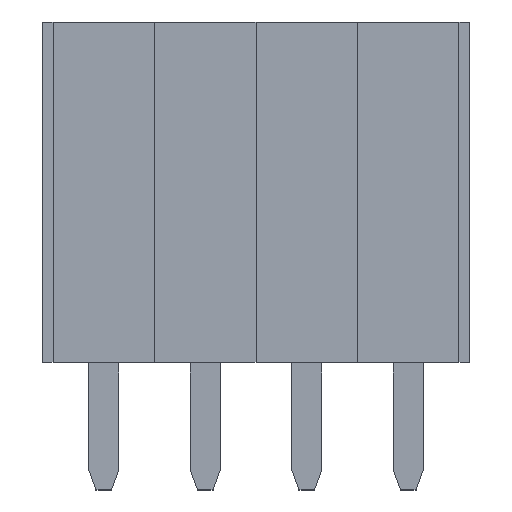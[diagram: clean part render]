
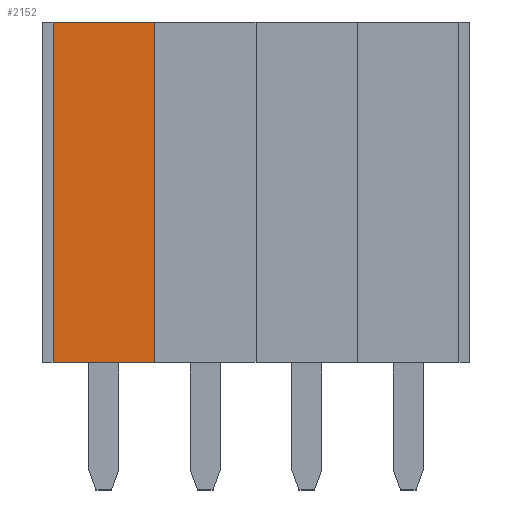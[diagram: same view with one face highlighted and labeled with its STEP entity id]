
A CAD part, top view. The second image highlights one B-rep face of the part: STEP entity #2152.
In plain terms, the highlighted planar face has unit normal (0, 0, 1).
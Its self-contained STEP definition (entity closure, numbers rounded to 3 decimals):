
#45 = CARTESIAN_POINT ( 'NONE',  ( -2.54, 8.509, 1.27 ) ) ;
#90 = VECTOR ( 'NONE', #1576, 1000. ) ;
#97 = DIRECTION ( 'NONE',  ( 0., 1., 0. ) ) ;
#164 = EDGE_CURVE ( 'NONE', #1655, #2769, #1822, .T. ) ;
#171 = LINE ( 'NONE', #912, #90 ) ;
#269 = EDGE_CURVE ( 'NONE', #2410, #997, #654, .T. ) ;
#489 = EDGE_CURVE ( 'NONE', #1655, #2410, #1447, .T. ) ;
#654 = LINE ( 'NONE', #2574, #2246 ) ;
#912 = CARTESIAN_POINT ( 'NONE',  ( -5.08, 8.509, 1.27 ) ) ;
#972 = VECTOR ( 'NONE', #2031, 1000. ) ;
#997 = VERTEX_POINT ( 'NONE', #1631 ) ;
#1095 = ORIENTED_EDGE ( 'NONE', *, *, #269, .F. ) ;
#1155 = DIRECTION ( 'NONE',  ( -1., 0., 0. ) ) ;
#1211 = DIRECTION ( 'NONE',  ( 0., -1., 0. ) ) ;
#1447 = LINE ( 'NONE', #45, #1485 ) ;
#1485 = VECTOR ( 'NONE', #1211, 1000. ) ;
#1576 = DIRECTION ( 'NONE',  ( 0., -1., 0. ) ) ;
#1584 = ORIENTED_EDGE ( 'NONE', *, *, #489, .F. ) ;
#1631 = CARTESIAN_POINT ( 'NONE',  ( -5.08, 0., 1.27 ) ) ;
#1655 = VERTEX_POINT ( 'NONE', #2911 ) ;
#1822 = LINE ( 'NONE', #2986, #972 ) ;
#2031 = DIRECTION ( 'NONE',  ( -1., 0., 0. ) ) ;
#2152 = ADVANCED_FACE ( 'NONE', ( #2707 ), #2258, .F. ) ;
#2246 = VECTOR ( 'NONE', #1155, 1000. ) ;
#2258 = PLANE ( 'NONE',  #2651 ) ;
#2304 = EDGE_CURVE ( 'NONE', #2769, #997, #171, .T. ) ;
#2327 = ORIENTED_EDGE ( 'NONE', *, *, #164, .T. ) ;
#2410 = VERTEX_POINT ( 'NONE', #2905 ) ;
#2456 = DIRECTION ( 'NONE',  ( 0., 0., -1. ) ) ;
#2464 = EDGE_LOOP ( 'NONE', ( #2602, #1095, #1584, #2327 ) ) ;
#2483 = CARTESIAN_POINT ( 'NONE',  ( -2.54, 8.509, 1.27 ) ) ;
#2515 = CARTESIAN_POINT ( 'NONE',  ( -5.08, 8.509, 1.27 ) ) ;
#2574 = CARTESIAN_POINT ( 'NONE',  ( -2.54, 0., 1.27 ) ) ;
#2602 = ORIENTED_EDGE ( 'NONE', *, *, #2304, .T. ) ;
#2651 = AXIS2_PLACEMENT_3D ( 'NONE', #2483, #2456, #97 ) ;
#2707 = FACE_OUTER_BOUND ( 'NONE', #2464, .T. ) ;
#2769 = VERTEX_POINT ( 'NONE', #2515 ) ;
#2905 = CARTESIAN_POINT ( 'NONE',  ( -2.54, 0., 1.27 ) ) ;
#2911 = CARTESIAN_POINT ( 'NONE',  ( -2.54, 8.509, 1.27 ) ) ;
#2986 = CARTESIAN_POINT ( 'NONE',  ( -2.54, 8.509, 1.27 ) ) ;
